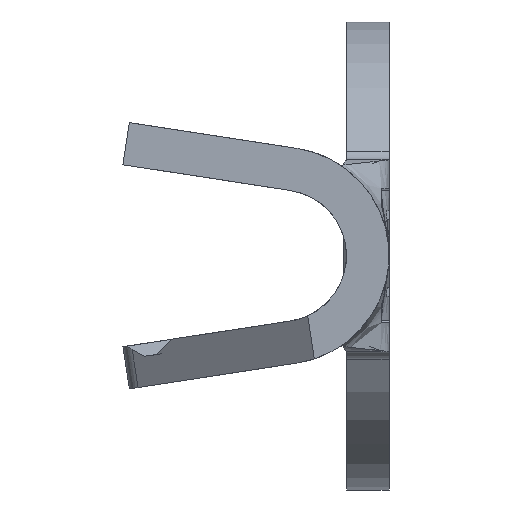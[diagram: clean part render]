
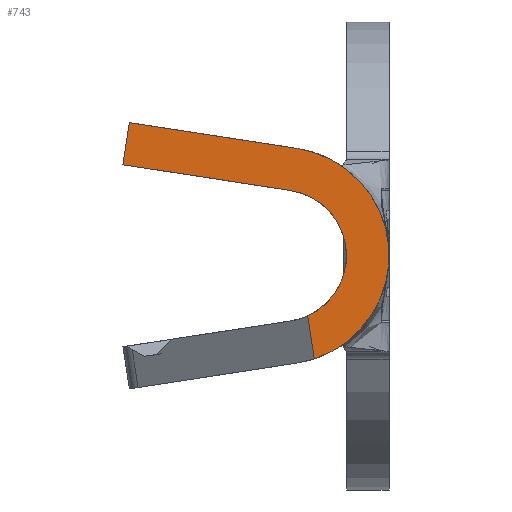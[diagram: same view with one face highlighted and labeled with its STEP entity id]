
A CAD part, left-side view. The second image highlights one B-rep face of the part: STEP entity #743.
In plain terms, the highlighted planar face has unit normal (-1, 0, 0).
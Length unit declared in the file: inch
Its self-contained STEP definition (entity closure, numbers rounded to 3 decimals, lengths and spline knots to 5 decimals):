
#10 = CARTESIAN_POINT ( 'NONE',  ( -0.345, 0.125, 0.04273 ) ) ;
#176 = VERTEX_POINT ( 'NONE', #2991 ) ;
#182 = DIRECTION ( 'NONE',  ( 0., 0., -1. ) ) ;
#545 = ORIENTED_EDGE ( 'NONE', *, *, #920, .T. ) ;
#644 = EDGE_CURVE ( 'NONE', #3666, #2220, #1545, .T. ) ;
#743 = ADVANCED_FACE ( 'NONE', ( #2244 ), #1542, .F. ) ;
#774 = EDGE_CURVE ( 'NONE', #1086, #3567, #3065, .T. ) ;
#920 = EDGE_CURVE ( 'NONE', #3666, #3337, #1488, .T. ) ;
#1006 = AXIS2_PLACEMENT_3D ( 'NONE', #4298, #2234, #182 ) ;
#1086 = VERTEX_POINT ( 'NONE', #10 ) ;
#1124 = CARTESIAN_POINT ( 'NONE',  ( -0.345, 0.04326, 0.05041 ) ) ;
#1237 = CARTESIAN_POINT ( 'NONE',  ( -0.345, 0.051, 0. ) ) ;
#1347 = CARTESIAN_POINT ( 'NONE',  ( -0.345, 0.12196, 0.0625 ) ) ;
#1488 = LINE ( 'NONE', #4088, #4235 ) ;
#1518 = EDGE_CURVE ( 'NONE', #3567, #176, #2543, .T. ) ;
#1542 = PLANE ( 'NONE',  #3909 ) ;
#1545 = CIRCLE ( 'NONE', #2310, 0.031 ) ;
#1560 = ORIENTED_EDGE ( 'NONE', *, *, #3830, .F. ) ;
#1585 = DIRECTION ( 'NONE',  ( 0., 0., -1. ) ) ;
#1643 = VECTOR ( 'NONE', #1818, 39.37008 ) ;
#1681 = DIRECTION ( 'NONE',  ( 0., -0.152, -0.988 ) ) ;
#1732 = DIRECTION ( 'NONE',  ( 0., 0.988, 0.152 ) ) ;
#1818 = DIRECTION ( 'NONE',  ( 0., -0.988, -0.152 ) ) ;
#1822 = ORIENTED_EDGE ( 'NONE', *, *, #3627, .F. ) ;
#1884 = DIRECTION ( 'NONE',  ( 1., 0., 0. ) ) ;
#1921 = CARTESIAN_POINT ( 'NONE',  ( -0.345, 0.125, 0.04273 ) ) ;
#2220 = VERTEX_POINT ( 'NONE', #2558 ) ;
#2228 = ORIENTED_EDGE ( 'NONE', *, *, #644, .F. ) ;
#2234 = DIRECTION ( 'NONE',  ( 1., 0., 0. ) ) ;
#2244 = FACE_OUTER_BOUND ( 'NONE', #4066, .T. ) ;
#2310 = AXIS2_PLACEMENT_3D ( 'NONE', #1237, #3646, #1585 ) ;
#2385 = CARTESIAN_POINT ( 'NONE',  ( -0.345, 0.04629, 0.03064 ) ) ;
#2434 = CARTESIAN_POINT ( 'NONE',  ( -0.345, 0.03824, -0.02825 ) ) ;
#2543 = LINE ( 'NONE', #1124, #1643 ) ;
#2558 = CARTESIAN_POINT ( 'NONE',  ( -0.345, 0.04629, 0.03064 ) ) ;
#2949 = VECTOR ( 'NONE', #3994, 39.37008 ) ;
#2991 = CARTESIAN_POINT ( 'NONE',  ( -0.345, 0.04326, 0.05041 ) ) ;
#3065 = LINE ( 'NONE', #1921, #2949 ) ;
#3155 = LINE ( 'NONE', #2385, #3264 ) ;
#3264 = VECTOR ( 'NONE', #1732, 39.37008 ) ;
#3337 = VERTEX_POINT ( 'NONE', #3717 ) ;
#3567 = VERTEX_POINT ( 'NONE', #1347 ) ;
#3627 = EDGE_CURVE ( 'NONE', #2220, #1086, #3155, .T. ) ;
#3646 = DIRECTION ( 'NONE',  ( -1., 0., 0. ) ) ;
#3666 = VERTEX_POINT ( 'NONE', #2434 ) ;
#3717 = CARTESIAN_POINT ( 'NONE',  ( -0.345, 0.03513, -0.04847 ) ) ;
#3830 = EDGE_CURVE ( 'NONE', #176, #3337, #3927, .T. ) ;
#3909 = AXIS2_PLACEMENT_3D ( 'NONE', #3931, #1884, #4299 ) ;
#3927 = CIRCLE ( 'NONE', #1006, 0.051 ) ;
#3931 = CARTESIAN_POINT ( 'NONE',  ( -0.345, 0.051, 0. ) ) ;
#3994 = DIRECTION ( 'NONE',  ( 0., -0.152, 0.988 ) ) ;
#4066 = EDGE_LOOP ( 'NONE', ( #2228, #545, #1560, #4274, #4431, #1822 ) ) ;
#4088 = CARTESIAN_POINT ( 'NONE',  ( -0.345, 0.03958, -0.01949 ) ) ;
#4235 = VECTOR ( 'NONE', #1681, 39.37008 ) ;
#4274 = ORIENTED_EDGE ( 'NONE', *, *, #1518, .F. ) ;
#4298 = CARTESIAN_POINT ( 'NONE',  ( -0.345, 0.051, 0. ) ) ;
#4299 = DIRECTION ( 'NONE',  ( 0., 0., -1. ) ) ;
#4431 = ORIENTED_EDGE ( 'NONE', *, *, #774, .F. ) ;
